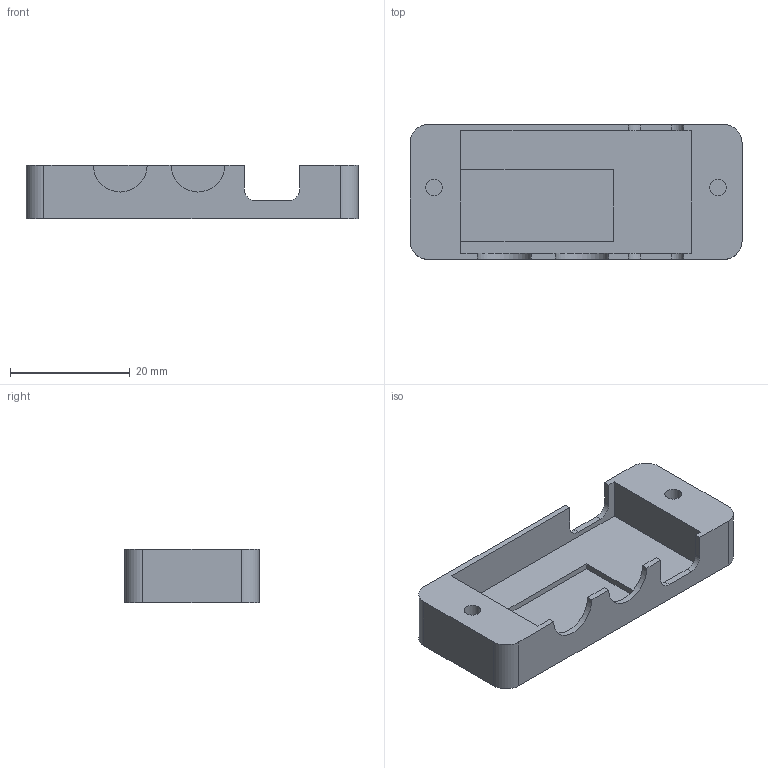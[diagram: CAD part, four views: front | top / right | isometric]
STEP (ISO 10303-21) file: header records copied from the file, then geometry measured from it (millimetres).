
FILE_DESCRIPTION(('FreeCAD Model'),'2;1');
FILE_NAME('Open CASCADE Shape Model','2024-04-20T18:09:22',('Author'),( ''),'Open CASCADE STEP processor 7.7','FreeCAD','Unknown');
FILE_SCHEMA(('AUTOMOTIVE_DESIGN { 1 0 10303 214 1 1 1 1 }'));
Length unit declared in the file: millimetre
Products named in the file (1): Fillet005(base)
Bounding box: 55.5 x 22.5 x 9 mm (x, y, z)
Volume: 5081.1 mm3; surface area: 4552.3 mm2
Topology: 1 solids, 1 shells, 39 faces, 103 edges, 68 vertices
Faces by surface type: plane 27, cylinder 12
Full cylindrical faces by diameter (mm): 2.8 x2
Entity records: 1227 total; most frequent: CARTESIAN_POINT 211, DIRECTION 207, ORIENTED_EDGE 206, EDGE_CURVE 103, LINE 79, VECTOR 79, VERTEX_POINT 68, AXIS2_PLACEMENT_3D 64
